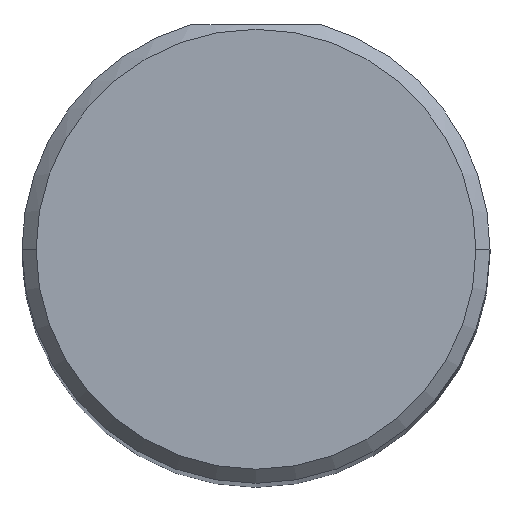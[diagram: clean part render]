
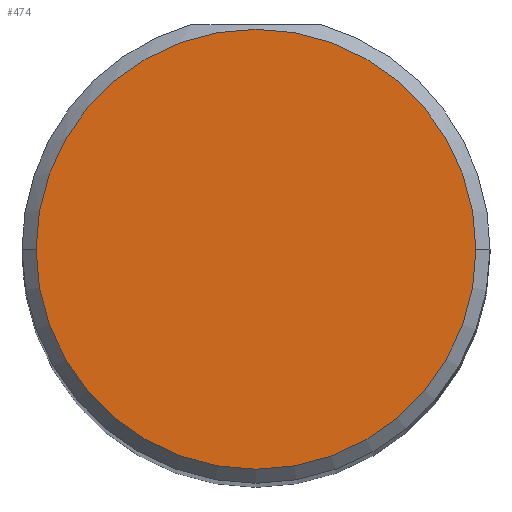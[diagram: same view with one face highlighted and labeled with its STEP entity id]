
A CAD part, top view. The second image highlights one B-rep face of the part: STEP entity #474.
In plain terms, the highlighted planar face has unit normal (0, 0, 1).
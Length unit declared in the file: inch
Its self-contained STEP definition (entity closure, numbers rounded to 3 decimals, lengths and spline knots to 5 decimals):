
#12 = CARTESIAN_POINT ( 'NONE',  ( 0.765, 0., 3. ) ) ;
#28 = EDGE_CURVE ( 'NONE', #494, #226, #475, .T. ) ;
#48 = AXIS2_PLACEMENT_3D ( 'NONE', #508, #667, #670 ) ;
#67 = DIRECTION ( 'NONE',  ( -1., 0., 0. ) ) ;
#112 = EDGE_CURVE ( 'NONE', #226, #494, #159, .T. ) ;
#113 = FACE_OUTER_BOUND ( 'NONE', #248, .T. ) ;
#117 = AXIS2_PLACEMENT_3D ( 'NONE', #275, #483, #67 ) ;
#159 = CIRCLE ( 'NONE', #374, 0.235 ) ;
#195 = DIRECTION ( 'NONE',  ( 0., 0., -1. ) ) ;
#226 = VERTEX_POINT ( 'NONE', #12 ) ;
#248 = EDGE_LOOP ( 'NONE', ( #397, #652 ) ) ;
#275 = CARTESIAN_POINT ( 'NONE',  ( 1., 0., 3. ) ) ;
#374 = AXIS2_PLACEMENT_3D ( 'NONE', #565, #195, #401 ) ;
#397 = ORIENTED_EDGE ( 'NONE', *, *, #28, .F. ) ;
#401 = DIRECTION ( 'NONE',  ( -1., 0., 0. ) ) ;
#474 = ADVANCED_FACE ( 'NONE', ( #113 ), #532, .T. ) ;
#475 = CIRCLE ( 'NONE', #48, 0.235 ) ;
#483 = DIRECTION ( 'NONE',  ( 0., 0., 1. ) ) ;
#494 = VERTEX_POINT ( 'NONE', #556 ) ;
#508 = CARTESIAN_POINT ( 'NONE',  ( 1., 0., 3. ) ) ;
#532 = PLANE ( 'NONE',  #117 ) ;
#556 = CARTESIAN_POINT ( 'NONE',  ( 1.235, 0., 3. ) ) ;
#565 = CARTESIAN_POINT ( 'NONE',  ( 1., 0., 3. ) ) ;
#652 = ORIENTED_EDGE ( 'NONE', *, *, #112, .F. ) ;
#667 = DIRECTION ( 'NONE',  ( 0., 0., -1. ) ) ;
#670 = DIRECTION ( 'NONE',  ( -1., 0., 0. ) ) ;
